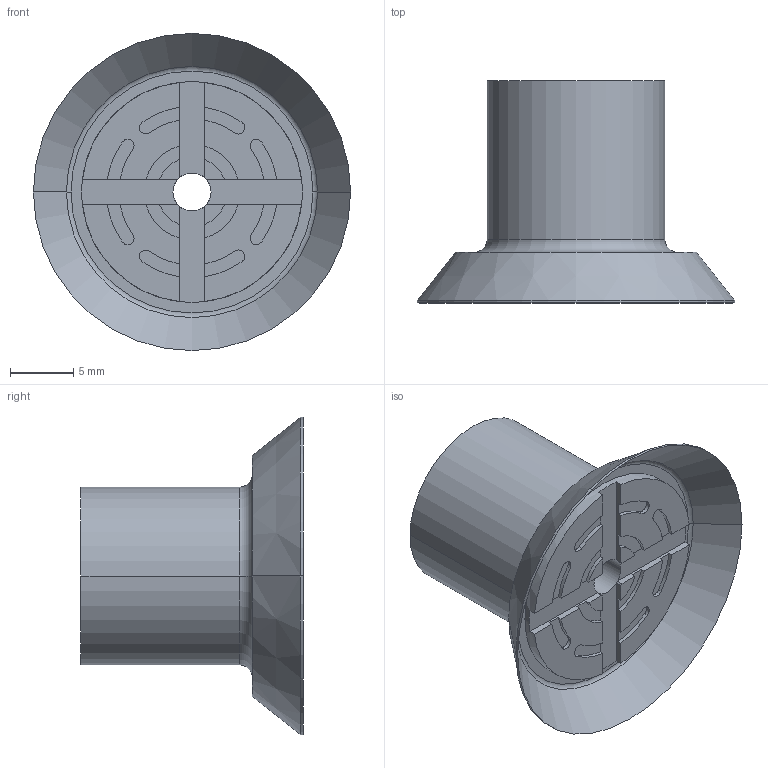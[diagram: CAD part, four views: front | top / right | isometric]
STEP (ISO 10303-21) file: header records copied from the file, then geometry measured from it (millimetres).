
FILE_DESCRIPTION (( 'STEP AP214' ), '1' );
FILE_NAME ('ZP-606-25CS0-G.STEP', '2018-05-24T04:38:40', ( 'SONIC' ), ( 'UNITCOM PC' ), 'SwSTEP 2.0', 'SolidWorks 2015', '' );
FILE_SCHEMA (( 'AUTOMOTIVE_DESIGN' ));
Length unit declared in the file: millimetre
Products named in the file (1): ZP-606-25CS0-G
Bounding box: 25 x 17.5 x 25 mm (x, y, z)
Volume: 2061.7 mm3; surface area: 2279.8 mm2
Topology: 1 solids, 1 shells, 93 faces, 256 edges, 168 vertices
Faces by surface type: cylinder 48, plane 37, cone 4, torus 4
Entity records: 3048 total; most frequent: DIRECTION 568, CARTESIAN_POINT 518, ORIENTED_EDGE 512, EDGE_CURVE 256, AXIS2_PLACEMENT_3D 218, VERTEX_POINT 168, LINE 132, VECTOR 132
